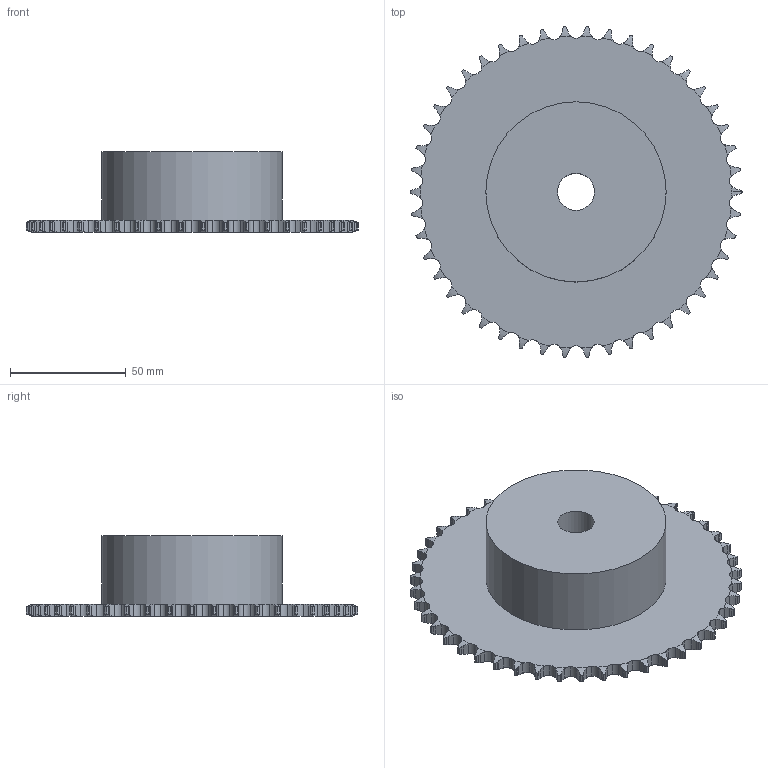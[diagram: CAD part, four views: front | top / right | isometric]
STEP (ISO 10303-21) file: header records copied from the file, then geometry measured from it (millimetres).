
FILE_DESCRIPTION(('FreeCAD Model'),'2;1');
FILE_NAME('Open CASCADE Shape Model','2021-05-16T10:18:14',('FreeCAD'),( 'FreeCAD'),'Open CASCADE STEP processor 7.4','FreeCAD','Unknown');
FILE_SCHEMA(('AUTOMOTIVE_DESIGN { 1 0 10303 214 1 1 1 1 }'));
Products named in the file (1): Open CASCADE STEP translator 7.4 36
Bounding box: 143.7 x 143.43 x 35 mm (x, y, z)
Volume: 212550 mm3; surface area: 41473.5 mm2
Topology: 1 solids, 1 shells, 515 faces, 1532 edges, 1021 vertices
Faces by surface type: cylinder 325, plane 96, torus 94
Full cylindrical faces by diameter (mm): 16 x1, 78 x1
Entity records: 46054 total; most frequent: CARTESIAN_POINT 20233, DIRECTION 3520, ORIENTED_EDGE 3064, PCURVE 3064, DEFINITIONAL_REPRESENTATION 3064, B_SPLINE_CURVE_WITH_KNOTS 2208, LINE 1725, VECTOR 1725
